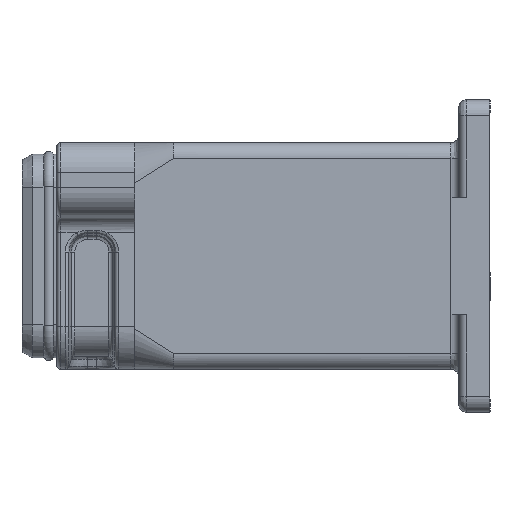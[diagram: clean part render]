
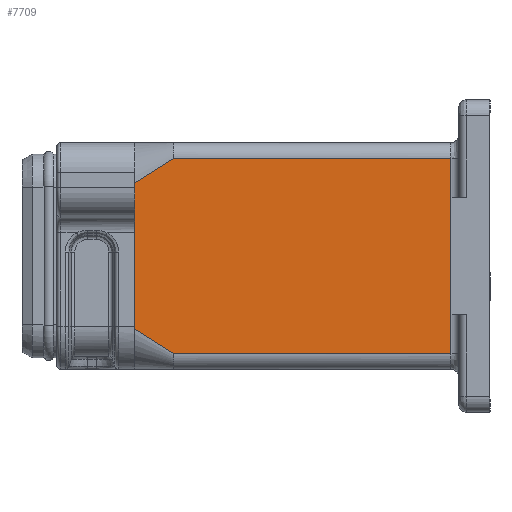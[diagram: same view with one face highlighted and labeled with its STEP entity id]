
A CAD part, left-side view. The second image highlights one B-rep face of the part: STEP entity #7709.
In plain terms, the highlighted planar face has unit normal (-1, 0, 0).
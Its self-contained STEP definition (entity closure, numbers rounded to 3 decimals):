
#7709=ADVANCED_FACE('229-0-123',(#9055),#8232,.T.);
#8232=PLANE('',#23966);
#9055=FACE_OUTER_BOUND('',#10132,.T.);
#10132=EDGE_LOOP('',(#15038,#15039,#15040,#15041,#15042,#15043,#15044,#15045,
#15046));
#15038=ORIENTED_EDGE('',*,*,#19537,.F.);
#15039=ORIENTED_EDGE('',*,*,#19634,.T.);
#15040=ORIENTED_EDGE('',*,*,#19635,.F.);
#15041=ORIENTED_EDGE('',*,*,#19636,.T.);
#15042=ORIENTED_EDGE('',*,*,#19539,.F.);
#15043=ORIENTED_EDGE('',*,*,#19632,.T.);
#15044=ORIENTED_EDGE('',*,*,#17510,.F.);
#15045=ORIENTED_EDGE('',*,*,#19630,.F.);
#15046=ORIENTED_EDGE('',*,*,#19617,.F.);
#15874=VERTEX_POINT('',#28553);
#15875=VERTEX_POINT('',#28555);
#17207=VERTEX_POINT('',#36153);
#17208=VERTEX_POINT('',#36155);
#17209=VERTEX_POINT('',#36164);
#17210=VERTEX_POINT('',#36165);
#17259=VERTEX_POINT('',#36433);
#17265=VERTEX_POINT('',#36572);
#17266=VERTEX_POINT('',#36574);
#17510=EDGE_CURVE('',#15874,#15875,#20016,.T.);
#19537=EDGE_CURVE('',#17207,#17208,#21148,.T.);
#19539=EDGE_CURVE('',#17209,#17210,#21149,.T.);
#19617=EDGE_CURVE('',#17208,#17259,#21189,.T.);
#19630=EDGE_CURVE('',#17259,#15874,#21196,.T.);
#19632=EDGE_CURVE('',#17209,#15875,#21197,.T.);
#19634=EDGE_CURVE('',#17207,#17265,#21198,.T.);
#19635=EDGE_CURVE('',#17266,#17265,#21199,.T.);
#19636=EDGE_CURVE('',#17266,#17210,#21200,.T.);
#20016=LINE('',#28554,#21395);
#21148=LINE('',#36154,#22657);
#21149=LINE('',#36163,#22658);
#21189=LINE('',#36432,#22698);
#21196=LINE('',#36540,#22705);
#21197=LINE('',#36546,#22706);
#21198=LINE('',#36571,#22707);
#21199=LINE('',#36573,#22708);
#21200=LINE('',#36575,#22709);
#21395=VECTOR('',#24306,1.);
#22657=VECTOR('',#27568,1.);
#22658=VECTOR('',#27571,1.);
#22698=VECTOR('',#27709,1.);
#22705=VECTOR('',#27722,1.);
#22706=VECTOR('',#27725,1.);
#22707=VECTOR('',#27726,1.);
#22708=VECTOR('',#27727,1.);
#22709=VECTOR('',#27728,1.);
#23966=AXIS2_PLACEMENT_3D('',#36576,#27729,#27730);
#24306=DIRECTION('',(0.,0.,1.));
#27568=DIRECTION('',(0.,1.,0.));
#27571=DIRECTION('',(0.,-1.,0.));
#27709=DIRECTION('',(0.,0.844,0.537));
#27722=DIRECTION('',(0.,0.,1.));
#27725=DIRECTION('',(0.,0.844,-0.537));
#27726=DIRECTION('',(0.,0.,1.));
#27727=DIRECTION('',(0.,0.,-1.));
#27728=DIRECTION('',(0.,0.,1.));
#27729=DIRECTION('',(-1.,0.,0.));
#27730=DIRECTION('',(0.,0.,-1.));
#28553=CARTESIAN_POINT('',(-64.6,0.,6.889));
#28554=CARTESIAN_POINT('',(-64.6,0.,-18.636));
#28555=CARTESIAN_POINT('',(-64.6,0.,18.636));
#36153=CARTESIAN_POINT('',(-64.6,-81.,-25.));
#36154=CARTESIAN_POINT('',(-64.6,-81.,-25.));
#36155=CARTESIAN_POINT('',(-64.6,-10.,-25.));
#36163=CARTESIAN_POINT('',(-64.6,-10.,25.));
#36164=CARTESIAN_POINT('',(-64.6,-10.,25.));
#36165=CARTESIAN_POINT('',(-64.6,-81.,25.));
#36432=CARTESIAN_POINT('',(-64.6,-10.,-25.));
#36433=CARTESIAN_POINT('',(-64.6,0.,-18.636));
#36540=CARTESIAN_POINT('',(-64.6,0.,-18.636));
#36546=CARTESIAN_POINT('',(-64.6,-10.,25.));
#36571=CARTESIAN_POINT('',(-64.6,-81.,-25.));
#36572=CARTESIAN_POINT('',(-64.6,-81.,-15.));
#36573=CARTESIAN_POINT('',(-64.6,-81.,15.));
#36574=CARTESIAN_POINT('',(-64.6,-81.,15.));
#36575=CARTESIAN_POINT('',(-64.6,-81.,15.));
#36576=CARTESIAN_POINT('',(-64.6,1.13,25.13));
